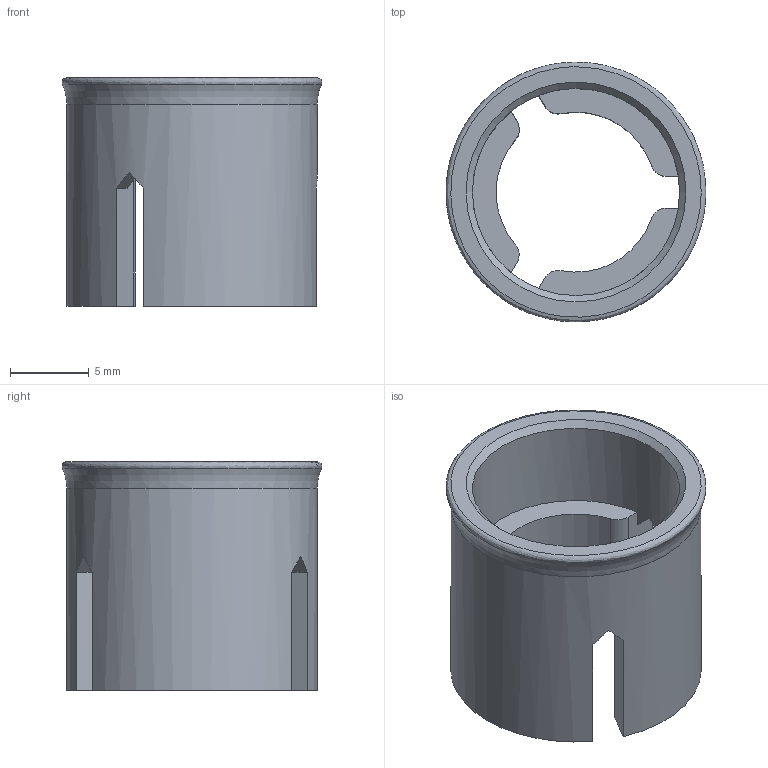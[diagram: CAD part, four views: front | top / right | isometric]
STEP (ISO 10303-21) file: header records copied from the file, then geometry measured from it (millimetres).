
FILE_DESCRIPTION(/* description */ (''),/* implementation_level */ '2;1');
FILE_NAME(/* name */ 'FOI adapter v2.step',/* time_stamp */ '2025-06-10T20:22:34+02:00',/* author */ (''),/* organization */ (''),/* preprocessor_version */ 'ST-DEVELOPER v20.1',/* originating_system */ 'Autodesk Translation Framework v14.10.0.0',/* authorisation */ '');
FILE_SCHEMA (('AUTOMOTIVE_DESIGN { 1 0 10303 214 3 1 1 }','INTEGRATED_CNC_SCHEMA'));
Length unit declared in the file: millimetre
Products named in the file (1): FOI adapter
Bounding box: 16.49 x 16.49 x 14.5 mm (x, y, z)
Volume: 1234.9 mm3; surface area: 1497.1 mm2
Topology: 1 solids, 1 shells, 36 faces, 103 edges, 68 vertices
Faces by surface type: plane 22, cylinder 11, cone 1, bspline 1, torus 1
Full cylindrical faces by diameter (mm): 13.15 x1, 15.9 x1
Entity records: 1364 total; most frequent: CARTESIAN_POINT 344, DIRECTION 221, ORIENTED_EDGE 206, EDGE_CURVE 103, AXIS2_PLACEMENT_3D 85, VERTEX_POINT 68, LINE 51, VECTOR 51
